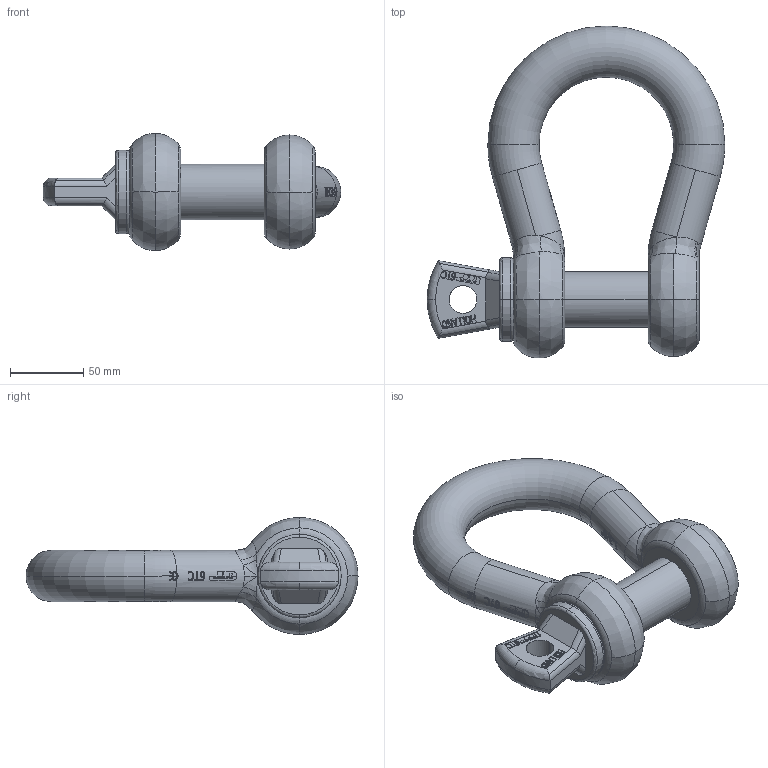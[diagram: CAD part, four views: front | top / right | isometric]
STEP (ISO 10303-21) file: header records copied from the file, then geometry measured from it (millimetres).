
FILE_DESCRIPTION(('.'),'2;1');
FILE_NAME('GPGHBB35.stp','2012-01-15T12:27:01+00:00',('.'),('.'),'','STEP AP214','.');
FILE_SCHEMA(('AUTOMOTIVE_DESIGN { 1 0 10303 214 1 1 1 1 }'));
Length unit declared in the file: millimetre
Products named in the file (3): GPGHBB35; 13,5; 13,5_1
Assembly tree (2 placements, depth 2):
  GPGHBB35
    13,5
    13,5_1
Bounding box: 203.5 x 227 x 80 mm (x, y, z)
Volume: 749785.3 mm3; surface area: 101338.1 mm2
Topology: 2 solids, 2 shells, 842 faces, 2752 edges, 1952 vertices
Faces by surface type: bspline 367, plane 291, cylinder 137, torus 44, cone 3
Entity records: 36827 total; most frequent: CARTESIAN_POINT 16580, ORIENTED_EDGE 5488, EDGE_CURVE 2744, VERTEX_POINT 1952, B_SPLINE_CURVE_WITH_KNOTS 1896, DIRECTION 1712, EDGE_LOOP 894, ADVANCED_FACE 842
